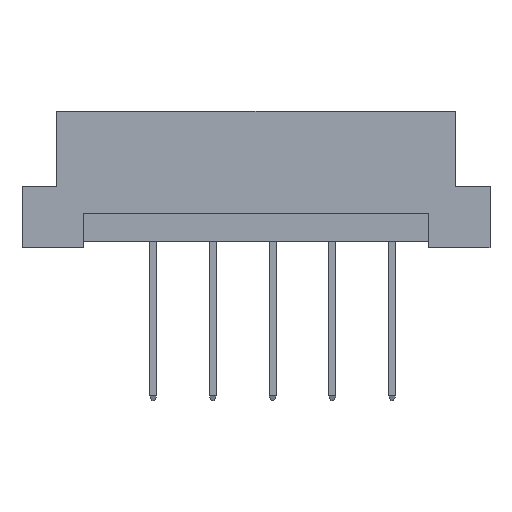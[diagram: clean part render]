
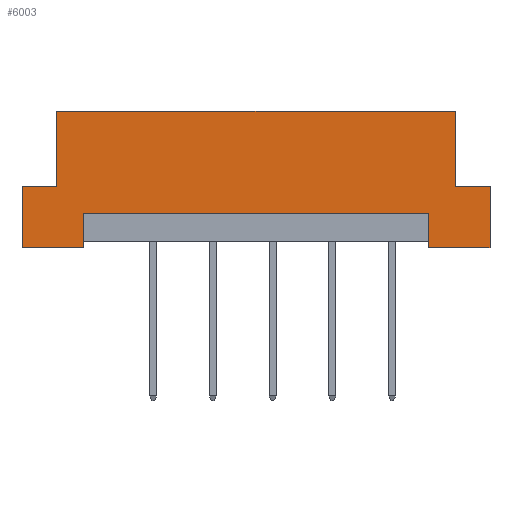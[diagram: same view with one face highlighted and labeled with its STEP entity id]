
A CAD part, front view. The second image highlights one B-rep face of the part: STEP entity #6003.
In plain terms, the highlighted planar face has unit normal (0, -1, 0).
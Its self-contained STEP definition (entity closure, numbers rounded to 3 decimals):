
#68 = DIRECTION ( 'NONE',  ( -1., 0., 0. ) ) ;
#107 = ORIENTED_EDGE ( 'NONE', *, *, #4037, .F. ) ;
#168 = VERTEX_POINT ( 'NONE', #1689 ) ;
#205 = EDGE_CURVE ( 'NONE', #3528, #4537, #4192, .T. ) ;
#206 = EDGE_CURVE ( 'NONE', #5746, #4907, #752, .T. ) ;
#234 = DIRECTION ( 'NONE',  ( 1., 0., 0. ) ) ;
#561 = LINE ( 'NONE', #2845, #1752 ) ;
#667 = CARTESIAN_POINT ( 'NONE',  ( 14.69, 0., 0. ) ) ;
#676 = VECTOR ( 'NONE', #4689, 1000. ) ;
#688 = ORIENTED_EDGE ( 'NONE', *, *, #1119, .F. ) ;
#735 = CARTESIAN_POINT ( 'NONE',  ( -16.94, 0., 5.2 ) ) ;
#752 = LINE ( 'NONE', #1747, #3013 ) ;
#767 = CARTESIAN_POINT ( 'NONE',  ( 14.69, 0., 0.5 ) ) ;
#793 = VERTEX_POINT ( 'NONE', #4340 ) ;
#1119 = EDGE_CURVE ( 'NONE', #2381, #5746, #4758, .T. ) ;
#1138 = LINE ( 'NONE', #5248, #676 ) ;
#1157 = CARTESIAN_POINT ( 'NONE',  ( -19.9, 0., 11.6 ) ) ;
#1204 = EDGE_CURVE ( 'NONE', #168, #3100, #3835, .T. ) ;
#1507 = ORIENTED_EDGE ( 'NONE', *, *, #6220, .F. ) ;
#1536 = EDGE_CURVE ( 'NONE', #793, #3231, #1138, .T. ) ;
#1627 = VECTOR ( 'NONE', #2319, 1000. ) ;
#1689 = CARTESIAN_POINT ( 'NONE',  ( 14.69, 0., 2.9 ) ) ;
#1692 = EDGE_CURVE ( 'NONE', #4907, #3528, #5998, .T. ) ;
#1704 = CARTESIAN_POINT ( 'NONE',  ( -16.94, 0., 5.2 ) ) ;
#1714 = ORIENTED_EDGE ( 'NONE', *, *, #3294, .F. ) ;
#1747 = CARTESIAN_POINT ( 'NONE',  ( -19.9, 0., 5.2 ) ) ;
#1752 = VECTOR ( 'NONE', #68, 1000. ) ;
#1787 = CARTESIAN_POINT ( 'NONE',  ( 14.69, 0., 2.9 ) ) ;
#1788 = LINE ( 'NONE', #5773, #5446 ) ;
#1809 = EDGE_LOOP ( 'NONE', ( #1714, #2909, #107, #2313, #2635, #6037, #3538, #6408, #3527, #688, #2876, #1507 ) ) ;
#2066 = VERTEX_POINT ( 'NONE', #5325 ) ;
#2078 = VECTOR ( 'NONE', #2784, 1000. ) ;
#2130 = LINE ( 'NONE', #3216, #5246 ) ;
#2313 = ORIENTED_EDGE ( 'NONE', *, *, #1536, .F. ) ;
#2319 = DIRECTION ( 'NONE',  ( 0., 0., 1. ) ) ;
#2381 = VERTEX_POINT ( 'NONE', #4265 ) ;
#2635 = ORIENTED_EDGE ( 'NONE', *, *, #4025, .F. ) ;
#2672 = DIRECTION ( 'NONE',  ( 0., 1., 0. ) ) ;
#2784 = DIRECTION ( 'NONE',  ( 0., 0., -1. ) ) ;
#2845 = CARTESIAN_POINT ( 'NONE',  ( -19.9, 0., 0. ) ) ;
#2860 = FACE_OUTER_BOUND ( 'NONE', #1809, .T. ) ;
#2876 = ORIENTED_EDGE ( 'NONE', *, *, #6367, .F. ) ;
#2909 = ORIENTED_EDGE ( 'NONE', *, *, #1204, .T. ) ;
#3013 = VECTOR ( 'NONE', #234, 1000. ) ;
#3100 = VERTEX_POINT ( 'NONE', #667 ) ;
#3121 = VECTOR ( 'NONE', #3668, 1000. ) ;
#3216 = CARTESIAN_POINT ( 'NONE',  ( -14.69, 0., 0.5 ) ) ;
#3231 = VERTEX_POINT ( 'NONE', #4721 ) ;
#3294 = EDGE_CURVE ( 'NONE', #168, #4384, #4809, .T. ) ;
#3527 = ORIENTED_EDGE ( 'NONE', *, *, #206, .F. ) ;
#3528 = VERTEX_POINT ( 'NONE', #4450 ) ;
#3538 = ORIENTED_EDGE ( 'NONE', *, *, #205, .F. ) ;
#3615 = CARTESIAN_POINT ( 'NONE',  ( 16.94, 0., 11.6 ) ) ;
#3668 = DIRECTION ( 'NONE',  ( 1., 0., 0. ) ) ;
#3685 = CARTESIAN_POINT ( 'NONE',  ( -19.9, 0., 0. ) ) ;
#3774 = VECTOR ( 'NONE', #3869, 1000. ) ;
#3793 = DIRECTION ( 'NONE',  ( -1., 0., 0. ) ) ;
#3797 = VERTEX_POINT ( 'NONE', #4337 ) ;
#3835 = LINE ( 'NONE', #767, #2078 ) ;
#3864 = CARTESIAN_POINT ( 'NONE',  ( 19.9, 0., 5.2 ) ) ;
#3869 = DIRECTION ( 'NONE',  ( -1., 0., 0. ) ) ;
#4025 = EDGE_CURVE ( 'NONE', #3797, #793, #5567, .T. ) ;
#4037 = EDGE_CURVE ( 'NONE', #3231, #3100, #561, .T. ) ;
#4173 = DIRECTION ( 'NONE',  ( 0., 0., 1. ) ) ;
#4192 = LINE ( 'NONE', #4743, #3121 ) ;
#4265 = CARTESIAN_POINT ( 'NONE',  ( -19.9, 0., 0. ) ) ;
#4337 = CARTESIAN_POINT ( 'NONE',  ( 16.94, 0., 5.2 ) ) ;
#4340 = CARTESIAN_POINT ( 'NONE',  ( 19.9, 0., 5.2 ) ) ;
#4365 = LINE ( 'NONE', #6341, #3774 ) ;
#4373 = PLANE ( 'NONE',  #4616 ) ;
#4384 = VERTEX_POINT ( 'NONE', #4938 ) ;
#4450 = CARTESIAN_POINT ( 'NONE',  ( -16.94, 0., 11.6 ) ) ;
#4537 = VERTEX_POINT ( 'NONE', #3615 ) ;
#4607 = VECTOR ( 'NONE', #5909, 1000. ) ;
#4616 = AXIS2_PLACEMENT_3D ( 'NONE', #1157, #2672, #5286 ) ;
#4689 = DIRECTION ( 'NONE',  ( 0., 0., -1. ) ) ;
#4721 = CARTESIAN_POINT ( 'NONE',  ( 19.9, 0., 0. ) ) ;
#4743 = CARTESIAN_POINT ( 'NONE',  ( -19.9, 0., 11.6 ) ) ;
#4758 = LINE ( 'NONE', #3685, #5859 ) ;
#4809 = LINE ( 'NONE', #1787, #5439 ) ;
#4907 = VERTEX_POINT ( 'NONE', #1704 ) ;
#4938 = CARTESIAN_POINT ( 'NONE',  ( -14.69, 0., 2.9 ) ) ;
#5076 = CARTESIAN_POINT ( 'NONE',  ( -19.9, 0., 5.2 ) ) ;
#5246 = VECTOR ( 'NONE', #5614, 1000. ) ;
#5248 = CARTESIAN_POINT ( 'NONE',  ( 19.9, 0., 0. ) ) ;
#5286 = DIRECTION ( 'NONE',  ( 0., 0., 1. ) ) ;
#5325 = CARTESIAN_POINT ( 'NONE',  ( -14.69, 0., 0. ) ) ;
#5439 = VECTOR ( 'NONE', #3793, 1000. ) ;
#5446 = VECTOR ( 'NONE', #5832, 1000. ) ;
#5505 = EDGE_CURVE ( 'NONE', #3797, #4537, #1788, .T. ) ;
#5567 = LINE ( 'NONE', #3864, #4607 ) ;
#5614 = DIRECTION ( 'NONE',  ( 0., 0., -1. ) ) ;
#5746 = VERTEX_POINT ( 'NONE', #5076 ) ;
#5773 = CARTESIAN_POINT ( 'NONE',  ( 16.94, 0., 5.2 ) ) ;
#5832 = DIRECTION ( 'NONE',  ( 0., 0., 1. ) ) ;
#5859 = VECTOR ( 'NONE', #4173, 1000. ) ;
#5909 = DIRECTION ( 'NONE',  ( 1., 0., 0. ) ) ;
#5998 = LINE ( 'NONE', #735, #1627 ) ;
#6003 = ADVANCED_FACE ( 'NONE', ( #2860 ), #4373, .F. ) ;
#6037 = ORIENTED_EDGE ( 'NONE', *, *, #5505, .T. ) ;
#6220 = EDGE_CURVE ( 'NONE', #4384, #2066, #2130, .T. ) ;
#6341 = CARTESIAN_POINT ( 'NONE',  ( -19.9, 0., 0. ) ) ;
#6367 = EDGE_CURVE ( 'NONE', #2066, #2381, #4365, .T. ) ;
#6408 = ORIENTED_EDGE ( 'NONE', *, *, #1692, .F. ) ;
